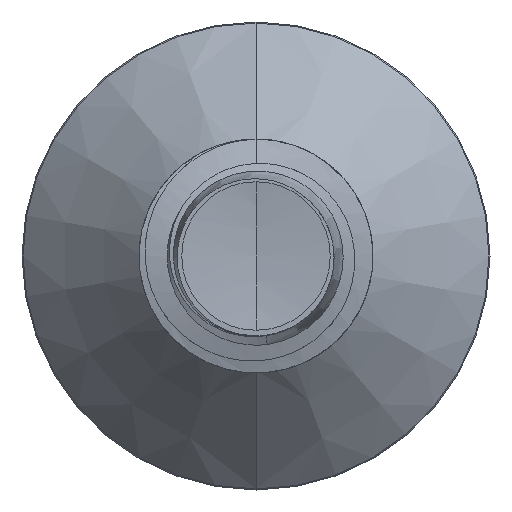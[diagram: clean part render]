
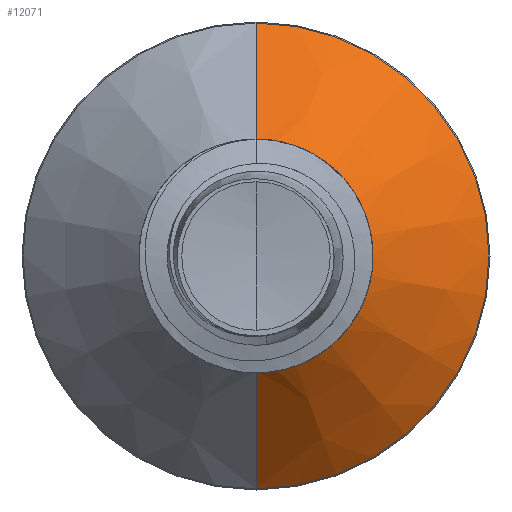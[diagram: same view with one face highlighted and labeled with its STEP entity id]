
A CAD part, front view. The second image highlights one B-rep face of the part: STEP entity #12071.
In plain terms, the highlighted conical face has half-angle 45 degrees and reference radius 1.08 mm.
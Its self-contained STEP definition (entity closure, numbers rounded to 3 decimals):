
#357 = DIRECTION ( 'NONE',  ( 0., 0., 1. ) ) ;
#401 = CARTESIAN_POINT ( 'NONE',  ( 0., 5.03, -1.08 ) ) ;
#635 = ORIENTED_EDGE ( 'NONE', *, *, #14360, .T. ) ;
#734 = DIRECTION ( 'NONE',  ( 0., 0., 1. ) ) ;
#1142 = CIRCLE ( 'NONE', #8664, 2.19 ) ;
#1266 = EDGE_CURVE ( 'NONE', #10693, #2661, #13799, .T. ) ;
#1769 = DIRECTION ( 'NONE',  ( 0., 0.707, -0.707 ) ) ;
#2420 = AXIS2_PLACEMENT_3D ( 'NONE', #9898, #2451, #734 ) ;
#2451 = DIRECTION ( 'NONE',  ( 0., 1., 0. ) ) ;
#2661 = VERTEX_POINT ( 'NONE', #401 ) ;
#2969 = EDGE_CURVE ( 'NONE', #12479, #9528, #1142, .T. ) ;
#4822 = CARTESIAN_POINT ( 'NONE',  ( 0., 6.14, -2.19 ) ) ;
#5000 = AXIS2_PLACEMENT_3D ( 'NONE', #18506, #9533, #357 ) ;
#5673 = VECTOR ( 'NONE', #5926, 1000. ) ;
#5844 = CARTESIAN_POINT ( 'NONE',  ( 0., 5.03, 1.08 ) ) ;
#5926 = DIRECTION ( 'NONE',  ( 0., 0.707, 0.707 ) ) ;
#6282 = ORIENTED_EDGE ( 'NONE', *, *, #13387, .F. ) ;
#6763 = CARTESIAN_POINT ( 'NONE',  ( 0., 6.14, 0. ) ) ;
#6826 = LINE ( 'NONE', #10907, #10833 ) ;
#7985 = CONICAL_SURFACE ( 'NONE', #2420, 1.08, 0.785 ) ;
#8256 = DIRECTION ( 'NONE',  ( 0., 0., 1. ) ) ;
#8471 = FACE_OUTER_BOUND ( 'NONE', #9733, .T. ) ;
#8664 = AXIS2_PLACEMENT_3D ( 'NONE', #6763, #17271, #8256 ) ;
#9332 = CARTESIAN_POINT ( 'NONE',  ( 0., 6.14, 2.19 ) ) ;
#9528 = VERTEX_POINT ( 'NONE', #4822 ) ;
#9533 = DIRECTION ( 'NONE',  ( 0., 1., 0. ) ) ;
#9645 = LINE ( 'NONE', #13474, #5673 ) ;
#9733 = EDGE_LOOP ( 'NONE', ( #15958, #635, #15691, #6282 ) ) ;
#9898 = CARTESIAN_POINT ( 'NONE',  ( 0., 5.03, 0. ) ) ;
#10693 = VERTEX_POINT ( 'NONE', #5844 ) ;
#10833 = VECTOR ( 'NONE', #1769, 1000. ) ;
#10907 = CARTESIAN_POINT ( 'NONE',  ( 0., 5.03, -1.08 ) ) ;
#12071 = ADVANCED_FACE ( 'NONE', ( #8471 ), #7985, .T. ) ;
#12479 = VERTEX_POINT ( 'NONE', #9332 ) ;
#13387 = EDGE_CURVE ( 'NONE', #10693, #12479, #9645, .T. ) ;
#13474 = CARTESIAN_POINT ( 'NONE',  ( 0., 5.03, 1.08 ) ) ;
#13799 = CIRCLE ( 'NONE', #5000, 1.08 ) ;
#14360 = EDGE_CURVE ( 'NONE', #2661, #9528, #6826, .T. ) ;
#15691 = ORIENTED_EDGE ( 'NONE', *, *, #2969, .F. ) ;
#15958 = ORIENTED_EDGE ( 'NONE', *, *, #1266, .T. ) ;
#17271 = DIRECTION ( 'NONE',  ( 0., 1., 0. ) ) ;
#18506 = CARTESIAN_POINT ( 'NONE',  ( 0., 5.03, 0. ) ) ;
